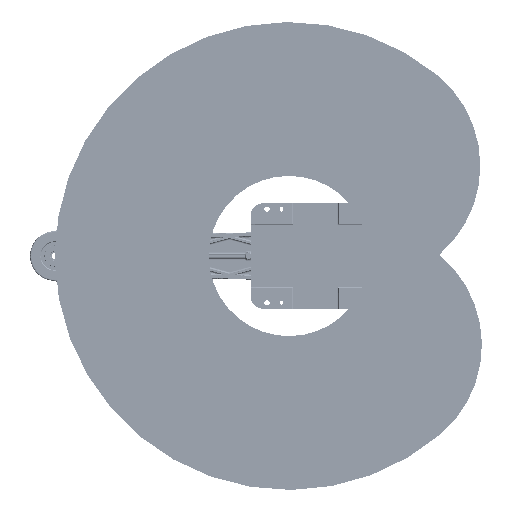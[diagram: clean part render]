
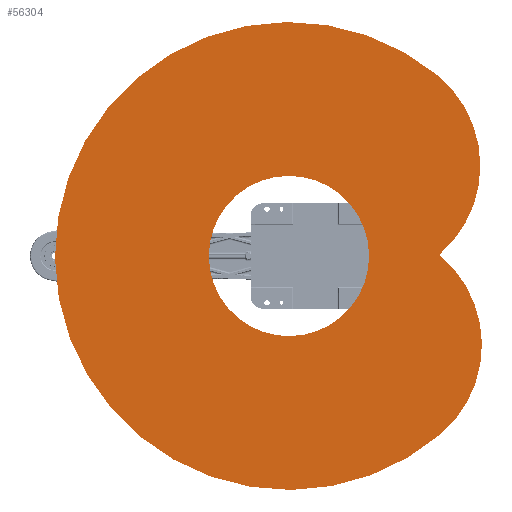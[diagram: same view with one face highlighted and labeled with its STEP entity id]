
A CAD part, front view. The second image highlights one B-rep face of the part: STEP entity #56304.
In plain terms, the highlighted planar face has unit normal (0, -1, 0).
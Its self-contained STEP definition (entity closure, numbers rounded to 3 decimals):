
#2077 = CARTESIAN_POINT ( 'NONE',  ( 0., 0., 0. ) ) ;
#4271 = VERTEX_POINT ( 'NONE', #121866 ) ;
#4595 = VERTEX_POINT ( 'NONE', #58397 ) ;
#5678 = EDGE_CURVE ( 'NONE', #145361, #136198, #141259, .T. ) ;
#11560 = DIRECTION ( 'NONE',  ( 0., 1., 0. ) ) ;
#13508 = AXIS2_PLACEMENT_3D ( 'NONE', #2077, #52205, #27507 ) ;
#14632 = ORIENTED_EDGE ( 'NONE', *, *, #113316, .F. ) ;
#15805 = ORIENTED_EDGE ( 'NONE', *, *, #36935, .F. ) ;
#19208 = AXIS2_PLACEMENT_3D ( 'NONE', #109049, #21932, #120564 ) ;
#21932 = DIRECTION ( 'NONE',  ( 0., 1., 0. ) ) ;
#21974 = CARTESIAN_POINT ( 'NONE',  ( -306.418, 0., -257.115 ) ) ;
#25722 = AXIS2_PLACEMENT_3D ( 'NONE', #89708, #142234, #139841 ) ;
#27507 = DIRECTION ( 'NONE',  ( 0., 0., 1. ) ) ;
#29097 = PLANE ( 'NONE',  #13508 ) ;
#29696 = AXIS2_PLACEMENT_3D ( 'NONE', #111836, #152099, #63389 ) ;
#30645 = CARTESIAN_POINT ( 'NONE',  ( -153.209, 0., -128.558 ) ) ;
#32192 = CIRCLE ( 'NONE', #19208, 200. ) ;
#35090 = EDGE_LOOP ( 'NONE', ( #149899, #119220 ) ) ;
#36935 = EDGE_CURVE ( 'NONE', #121004, #4595, #49374, .T. ) ;
#38997 = ORIENTED_EDGE ( 'NONE', *, *, #157799, .F. ) ;
#40693 = FACE_BOUND ( 'NONE', #35090, .T. ) ;
#45140 = DIRECTION ( 'NONE',  ( 0., 0., 1. ) ) ;
#49374 = CIRCLE ( 'NONE', #112344, 200. ) ;
#52205 = DIRECTION ( 'NONE',  ( 0., 1., 0. ) ) ;
#56304 = ADVANCED_FACE ( 'NONE', ( #141698, #40693 ), #29097, .F. ) ;
#56937 = DIRECTION ( 'NONE',  ( 0., 1., 0. ) ) ;
#58397 = CARTESIAN_POINT ( 'NONE',  ( 153.209, 0., -328.558 ) ) ;
#63389 = DIRECTION ( 'NONE',  ( 0., 0., 1. ) ) ;
#63446 = VERTEX_POINT ( 'NONE', #122596 ) ;
#69070 = CIRCLE ( 'NONE', #29696, 137. ) ;
#74536 = CIRCLE ( 'NONE', #142756, 200. ) ;
#80838 = DIRECTION ( 'NONE',  ( 0., 0., 1. ) ) ;
#84328 = CIRCLE ( 'NONE', #110581, 400. ) ;
#84552 = CARTESIAN_POINT ( 'NONE',  ( 153.209, 0., -128.558 ) ) ;
#89708 = CARTESIAN_POINT ( 'NONE',  ( 153.209, 0., -128.558 ) ) ;
#91559 = EDGE_CURVE ( 'NONE', #136198, #145361, #69070, .T. ) ;
#93267 = VERTEX_POINT ( 'NONE', #21974 ) ;
#99207 = CARTESIAN_POINT ( 'NONE',  ( 306.418, 0., -257.115 ) ) ;
#103379 = DIRECTION ( 'NONE',  ( 0., 1., 0. ) ) ;
#105227 = ORIENTED_EDGE ( 'NONE', *, *, #145250, .F. ) ;
#105379 = CARTESIAN_POINT ( 'NONE',  ( 0., 0., 137. ) ) ;
#106599 = CARTESIAN_POINT ( 'NONE',  ( 0., 0., -137. ) ) ;
#108570 = EDGE_CURVE ( 'NONE', #4595, #4271, #133279, .T. ) ;
#109049 = CARTESIAN_POINT ( 'NONE',  ( -153.209, 0., -128.558 ) ) ;
#110113 = EDGE_LOOP ( 'NONE', ( #14632, #38997, #105227, #129192, #15805 ) ) ;
#110581 = AXIS2_PLACEMENT_3D ( 'NONE', #126400, #103379, #127225 ) ;
#111836 = CARTESIAN_POINT ( 'NONE',  ( 0., 0., 0. ) ) ;
#112344 = AXIS2_PLACEMENT_3D ( 'NONE', #84552, #157697, #45140 ) ;
#113316 = EDGE_CURVE ( 'NONE', #93267, #121004, #84328, .T. ) ;
#119220 = ORIENTED_EDGE ( 'NONE', *, *, #91559, .T. ) ;
#120564 = DIRECTION ( 'NONE',  ( 0., 0., 1. ) ) ;
#121004 = VERTEX_POINT ( 'NONE', #99207 ) ;
#121866 = CARTESIAN_POINT ( 'NONE',  ( 0., 0., -257.115 ) ) ;
#122596 = CARTESIAN_POINT ( 'NONE',  ( -153.209, 0., -328.558 ) ) ;
#126400 = CARTESIAN_POINT ( 'NONE',  ( 0., 0., 0. ) ) ;
#127225 = DIRECTION ( 'NONE',  ( 0., 0., 1. ) ) ;
#129192 = ORIENTED_EDGE ( 'NONE', *, *, #108570, .F. ) ;
#133279 = CIRCLE ( 'NONE', #25722, 200. ) ;
#136198 = VERTEX_POINT ( 'NONE', #105379 ) ;
#136454 = CARTESIAN_POINT ( 'NONE',  ( 0., 0., 0. ) ) ;
#139841 = DIRECTION ( 'NONE',  ( 0., 0., 1. ) ) ;
#141259 = CIRCLE ( 'NONE', #145078, 137. ) ;
#141698 = FACE_OUTER_BOUND ( 'NONE', #110113, .T. ) ;
#142234 = DIRECTION ( 'NONE',  ( 0., 1., 0. ) ) ;
#142756 = AXIS2_PLACEMENT_3D ( 'NONE', #30645, #56937, #80838 ) ;
#145078 = AXIS2_PLACEMENT_3D ( 'NONE', #136454, #11560, #148795 ) ;
#145250 = EDGE_CURVE ( 'NONE', #4271, #63446, #32192, .T. ) ;
#145361 = VERTEX_POINT ( 'NONE', #106599 ) ;
#148795 = DIRECTION ( 'NONE',  ( 0., 0., 1. ) ) ;
#149899 = ORIENTED_EDGE ( 'NONE', *, *, #5678, .T. ) ;
#152099 = DIRECTION ( 'NONE',  ( 0., 1., 0. ) ) ;
#157697 = DIRECTION ( 'NONE',  ( 0., 1., 0. ) ) ;
#157799 = EDGE_CURVE ( 'NONE', #63446, #93267, #74536, .T. ) ;
